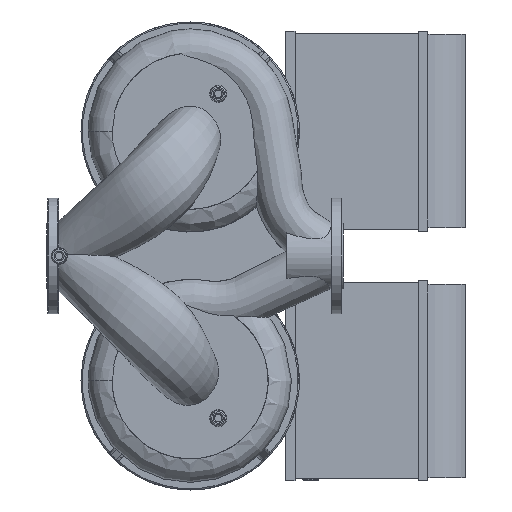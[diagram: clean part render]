
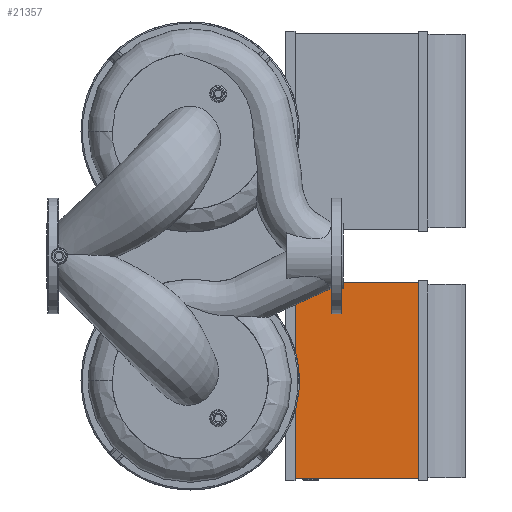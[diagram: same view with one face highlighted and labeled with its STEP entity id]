
A CAD part, front view. The second image highlights one B-rep face of the part: STEP entity #21357.
In plain terms, the highlighted planar face has unit normal (0, -1, 0).
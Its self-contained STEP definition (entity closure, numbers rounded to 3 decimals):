
#1924=FACE_OUTER_BOUND($,#3364,.T.);
#3364=EDGE_LOOP($,(#18535,#18536,#18537,#18538));
#5089=LINE($,#55892,#6961);
#5121=LINE($,#55971,#6993);
#5122=LINE($,#55973,#6994);
#5123=LINE($,#55974,#6995);
#6961=VECTOR($,#28858,198.);
#6993=VECTOR($,#28930,314.);
#6994=VECTOR($,#28931,198.);
#6995=VECTOR($,#28932,314.);
#9985=VERTEX_POINT($,#55889);
#9986=VERTEX_POINT($,#55891);
#10013=VERTEX_POINT($,#55970);
#10014=VERTEX_POINT($,#55972);
#12860=EDGE_CURVE($,#9986,#9985,#5089,.T.);
#12898=EDGE_CURVE($,#10013,#9985,#5121,.T.);
#12899=EDGE_CURVE($,#10013,#10014,#5122,.T.);
#12900=EDGE_CURVE($,#10014,#9986,#5123,.T.);
#18535=ORIENTED_EDGE($,*,*,#12860,.T.);
#18536=ORIENTED_EDGE($,*,*,#12898,.F.);
#18537=ORIENTED_EDGE($,*,*,#12899,.T.);
#18538=ORIENTED_EDGE($,*,*,#12900,.T.);
#20116=PLANE($,#23439);
#21357=ADVANCED_FACE($,(#1924),#20116,.T.);
#23439=AXIS2_PLACEMENT_3D($,#55969,#28928,#28929);
#28858=DIRECTION($,(1.,0.,0.));
#28928=DIRECTION('center_axis',(0.,-1.,0.));
#28929=DIRECTION('ref_axis',(0.,0.,-1.));
#28930=DIRECTION($,(0.,0.,-1.));
#28931=DIRECTION($,(-1.,0.,0.));
#28932=DIRECTION($,(0.,0.,-1.));
#55889=CARTESIAN_POINT('',(596.,350.,-357.));
#55891=CARTESIAN_POINT('',(398.,350.,-357.));
#55892=CARTESIAN_POINT($,(546.5,350.,-357.));
#55969=CARTESIAN_POINT('Origin',(596.,350.,-200.));
#55970=CARTESIAN_POINT('',(596.,350.,-43.));
#55971=CARTESIAN_POINT($,(596.,350.,-200.));
#55972=CARTESIAN_POINT('',(398.,350.,-43.));
#55973=CARTESIAN_POINT($,(546.5,350.,-43.));
#55974=CARTESIAN_POINT($,(398.,350.,-200.));
